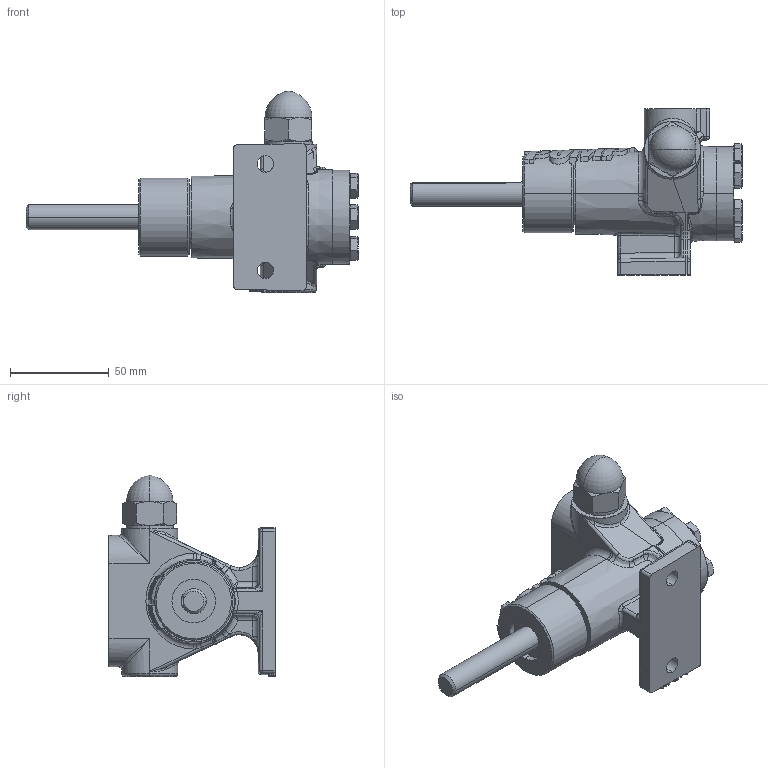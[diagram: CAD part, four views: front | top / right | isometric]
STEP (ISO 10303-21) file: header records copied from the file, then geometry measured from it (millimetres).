
FILE_DESCRIPTION (( 'STEP AP214' ), '1' );
FILE_NAME ('C32.STEP', '2016-12-13T14:36:37', ( '' ), ( '' ), 'SwSTEP 2.0', 'SolidWorks 2016', '' );
FILE_SCHEMA (( 'AUTOMOTIVE_DESIGN' ));
Length unit declared in the file: inch
Products named in the file (2): C32
Bounding box: 168.05 x 84.07 x 102.15 mm (x, y, z)
Volume: 268957.6 mm3; surface area: 40553.7 mm2
Topology: 1 solids, 1 shells, 589 faces, 1451 edges, 861 vertices
Faces by surface type: plane 233, bspline 133, cylinder 95, cone 92, torus 20, sphere 16
Entity records: 28023 total; most frequent: CARTESIAN_POINT 12772, ORIENTED_EDGE 2854, DIRECTION 2231, EDGE_CURVE 1427, VERTEX_POINT 861, AXIS2_PLACEMENT_3D 843, EDGE_LOOP 616, ADVANCED_FACE 589
